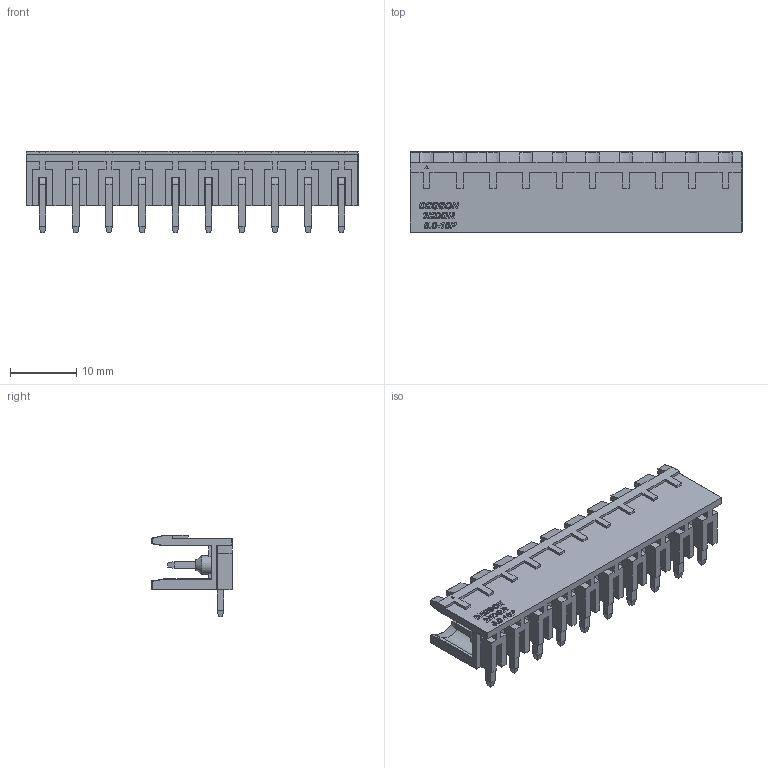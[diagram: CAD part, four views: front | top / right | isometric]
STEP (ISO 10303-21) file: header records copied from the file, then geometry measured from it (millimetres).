
FILE_DESCRIPTION (( 'STEP AP214' ), '1' );
FILE_NAME ('2EDGR-5.0-10P-14-00AH.STEP', '2021-02-12T18:57:09', ( '' ), ( '' ), 'SwSTEP 2.0', 'SolidWorks 2020', '' );
FILE_SCHEMA (( 'AUTOMOTIVE_DESIGN' ));
Length unit declared in the file: millimetre
Products named in the file (1): 2EDGR-5.0-10P-14-00AH
Bounding box: 50 x 12.1 x 12.2 mm (x, y, z)
Volume: 2036.7 mm3; surface area: 4183.8 mm2
Topology: 1 solids, 1 shells, 963 faces, 2537 edges, 1606 vertices
Faces by surface type: plane 679, bspline 143, cylinder 85, cone 30, torus 20, sphere 6
Entity records: 41555 total; most frequent: CARTESIAN_POINT 13796, ORIENTED_EDGE 5062, DIRECTION 4073, EDGE_CURVE 2531, LINE 1971, VECTOR 1971, VERTEX_POINT 1606, AXIS2_PLACEMENT_3D 1051
